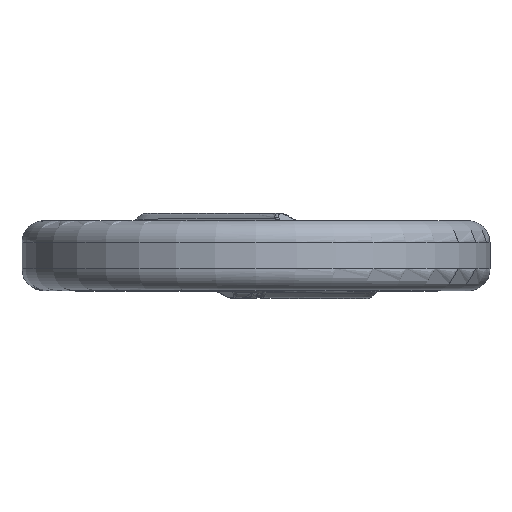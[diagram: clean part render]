
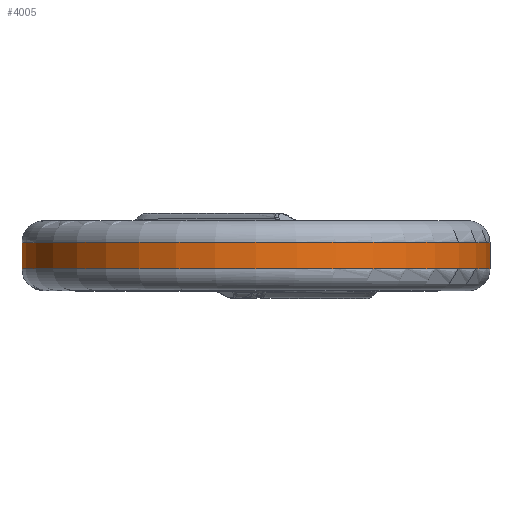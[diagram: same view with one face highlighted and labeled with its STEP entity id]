
A CAD part, top view. The second image highlights one B-rep face of the part: STEP entity #4005.
In plain terms, the highlighted cylindrical face has radius 10.7 mm (diameter 21.4 mm), a full revolution.
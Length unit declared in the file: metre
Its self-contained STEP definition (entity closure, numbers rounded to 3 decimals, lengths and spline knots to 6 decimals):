
#37=CIRCLE('',#4183,0.0107);
#38=CIRCLE('',#4185,0.0107);
#152=CYLINDRICAL_SURFACE('',#4186,0.0107);
#812=ORIENTED_EDGE('',*,*,#1612,.T.);
#813=ORIENTED_EDGE('',*,*,#1609,.F.);
#1609=EDGE_CURVE('',#2013,#2013,#37,.T.);
#1612=EDGE_CURVE('',#2015,#2015,#38,.T.);
#2013=VERTEX_POINT('',#6188);
#2015=VERTEX_POINT('',#6218);
#2365=EDGE_LOOP('',(#812));
#2366=EDGE_LOOP('',(#813));
#2562=FACE_BOUND('',#2365,.T.);
#2563=FACE_BOUND('',#2366,.T.);
#4005=ADVANCED_FACE('',(#2562,#2563),#152,.T.);
#4183=AXIS2_PLACEMENT_3D('',#6187,#4409,#4410);
#4185=AXIS2_PLACEMENT_3D('',#6217,#4413,#4414);
#4186=AXIS2_PLACEMENT_3D('',#6219,#4415,#4416);
#4409=DIRECTION('',(0.,1.,0.));
#4410=DIRECTION('',(0.,0.,1.));
#4413=DIRECTION('',(0.,1.,0.));
#4414=DIRECTION('',(0.,0.,1.));
#4415=DIRECTION('',(0.,1.,0.));
#4416=DIRECTION('',(0.,0.,1.));
#6187=CARTESIAN_POINT('',(0.,0.0006,0.));
#6188=CARTESIAN_POINT('',(0.,0.0006,0.0107));
#6217=CARTESIAN_POINT('',(0.,-0.0006,0.));
#6218=CARTESIAN_POINT('',(0.,-0.0006,0.0107));
#6219=CARTESIAN_POINT('',(0.,-0.0016,0.));
